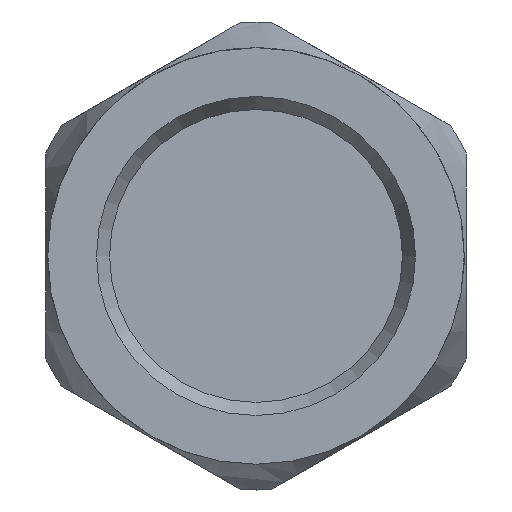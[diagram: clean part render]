
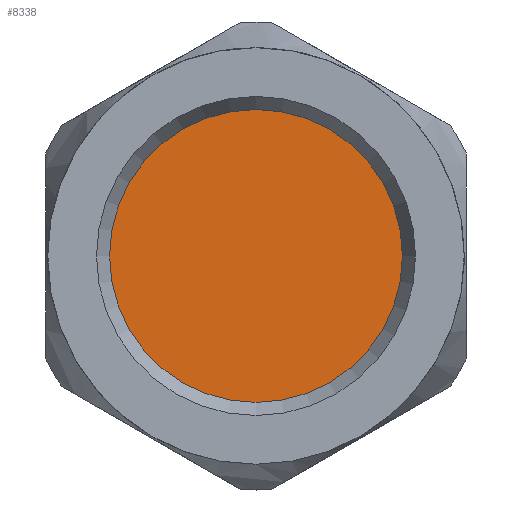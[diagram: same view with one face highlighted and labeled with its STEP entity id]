
A CAD part, front view. The second image highlights one B-rep face of the part: STEP entity #8338.
In plain terms, the highlighted planar face has unit normal (0, -1, 0).
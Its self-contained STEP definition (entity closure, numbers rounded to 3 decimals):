
#117=CIRCLE('',#8350,7.665);
#1920=ORIENTED_EDGE('',*,*,#2161,.F.);
#2161=EDGE_CURVE('',#2966,#2966,#117,.F.);
#2966=VERTEX_POINT('',#11008);
#4924=EDGE_LOOP('',(#1920));
#5353=FACE_BOUND('',#4924,.T.);
#5600=PLANE('',#8626);
#8338=ADVANCED_FACE('',(#5353),#5600,.T.);
#8350=AXIS2_PLACEMENT_3D('',#11007,#8817,#8818);
#8626=AXIS2_PLACEMENT_3D('',#15570,#9802,#9803);
#8817=DIRECTION('',(0.,-1.,0.));
#8818=DIRECTION('',(0.,0.,-1.));
#9802=DIRECTION('',(0.,-1.,0.));
#9803=DIRECTION('',(0.,0.,-1.));
#11007=CARTESIAN_POINT('',(0.,7.,0.));
#11008=CARTESIAN_POINT('',(0.,7.,-7.665));
#15570=CARTESIAN_POINT('',(0.,7.,0.));
